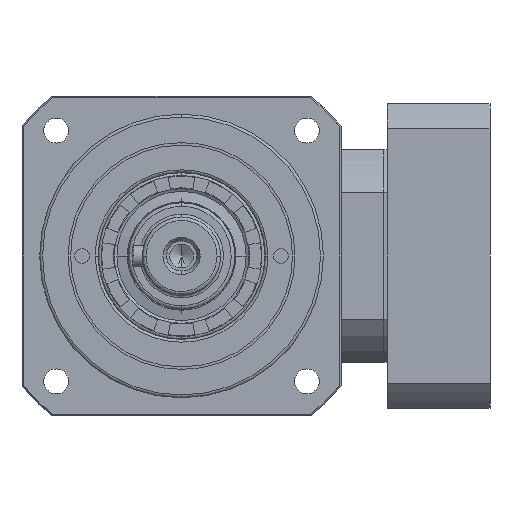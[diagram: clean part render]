
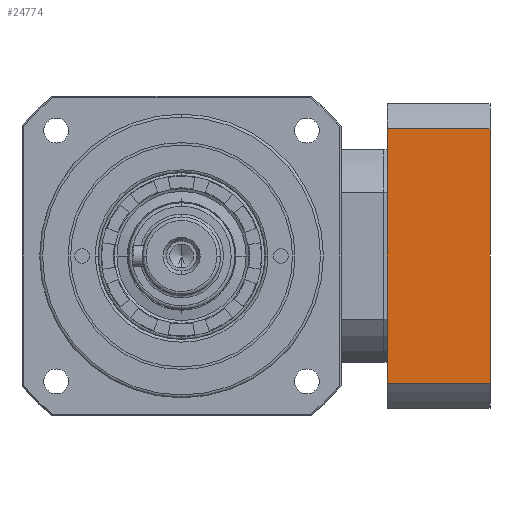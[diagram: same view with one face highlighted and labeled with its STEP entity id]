
A CAD part, left-side view. The second image highlights one B-rep face of the part: STEP entity #24774.
In plain terms, the highlighted face is planar.
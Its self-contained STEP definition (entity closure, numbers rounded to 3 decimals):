
#810 = EDGE_CURVE ( 'NONE', #19134, #1558, #18979, .T. ) ;
#1236 = CARTESIAN_POINT ( 'NONE',  ( 5.5, 43., -35.875 ) ) ;
#1365 = DIRECTION ( 'NONE',  ( 0., 0., 1. ) ) ;
#1368 = VECTOR ( 'NONE', #1365, 1000. ) ;
#1399 = LINE ( 'NONE', #1236, #1368 ) ;
#1500 = DIRECTION ( 'NONE',  ( 1., 0., 0. ) ) ;
#1558 = VERTEX_POINT ( 'NONE', #29984 ) ;
#1678 = CARTESIAN_POINT ( 'NONE',  ( 5.5, 43., -35.875 ) ) ;
#2016 = EDGE_CURVE ( 'NONE', #15880, #27480, #11084, .T. ) ;
#4201 = EDGE_CURVE ( 'NONE', #1558, #27480, #28536, .T. ) ;
#7361 = AXIS2_PLACEMENT_3D ( 'NONE', #10469, #10480, #9731 ) ;
#9731 = DIRECTION ( 'NONE',  ( 0., 0., 1. ) ) ;
#10218 = PLANE ( 'NONE',  #7361 ) ;
#10469 = CARTESIAN_POINT ( 'NONE',  ( 5.5, 43., -35.875 ) ) ;
#10480 = DIRECTION ( 'NONE',  ( 0., 1., 0. ) ) ;
#11084 = LINE ( 'NONE', #14478, #11115 ) ;
#11115 = VECTOR ( 'NONE', #14354, 1000. ) ;
#14354 = DIRECTION ( 'NONE',  ( 1., 0., 0. ) ) ;
#14478 = CARTESIAN_POINT ( 'NONE',  ( 5.5, 43., 35.875 ) ) ;
#14752 = EDGE_LOOP ( 'NONE', ( #35426, #35083, #36775, #33660 ) ) ;
#15880 = VERTEX_POINT ( 'NONE', #36103 ) ;
#18399 = EDGE_CURVE ( 'NONE', #19134, #15880, #1399, .T. ) ;
#18979 = LINE ( 'NONE', #1678, #19014 ) ;
#19014 = VECTOR ( 'NONE', #1500, 1000. ) ;
#19134 = VERTEX_POINT ( 'NONE', #27966 ) ;
#20765 = CARTESIAN_POINT ( 'NONE',  ( 34.5, 43., -35.875 ) ) ;
#24774 = ADVANCED_FACE ( 'NONE', ( #25202 ), #10218, .T. ) ;
#25202 = FACE_OUTER_BOUND ( 'NONE', #14752, .T. ) ;
#25925 = DIRECTION ( 'NONE',  ( 0., 0., 1. ) ) ;
#27480 = VERTEX_POINT ( 'NONE', #29555 ) ;
#27966 = CARTESIAN_POINT ( 'NONE',  ( 5.5, 43., -35.875 ) ) ;
#28344 = VECTOR ( 'NONE', #25925, 1000. ) ;
#28536 = LINE ( 'NONE', #20765, #28344 ) ;
#29555 = CARTESIAN_POINT ( 'NONE',  ( 34.5, 43., 35.875 ) ) ;
#29984 = CARTESIAN_POINT ( 'NONE',  ( 34.5, 43., -35.875 ) ) ;
#33660 = ORIENTED_EDGE ( 'NONE', *, *, #2016, .T. ) ;
#35083 = ORIENTED_EDGE ( 'NONE', *, *, #810, .F. ) ;
#35426 = ORIENTED_EDGE ( 'NONE', *, *, #4201, .F. ) ;
#36103 = CARTESIAN_POINT ( 'NONE',  ( 5.5, 43., 35.875 ) ) ;
#36775 = ORIENTED_EDGE ( 'NONE', *, *, #18399, .T. ) ;
